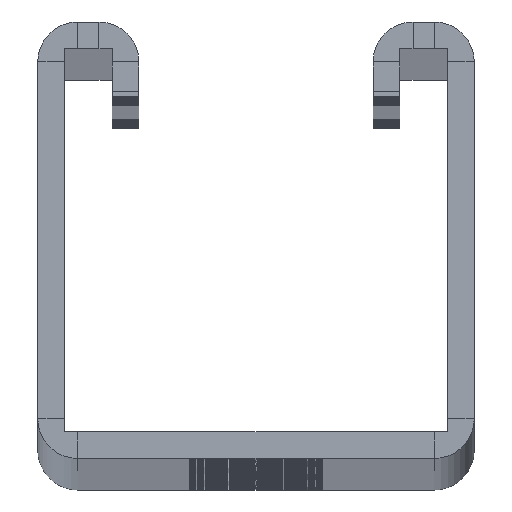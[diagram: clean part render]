
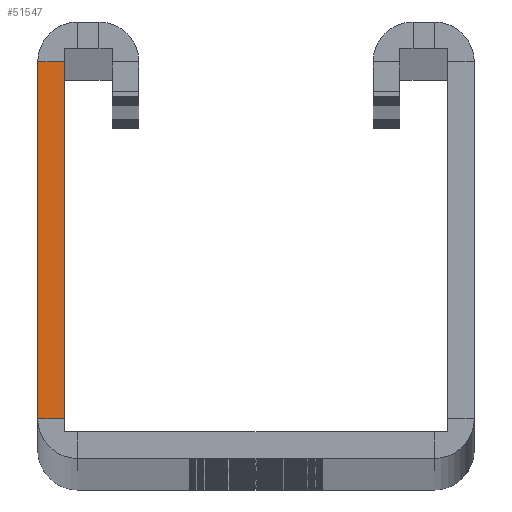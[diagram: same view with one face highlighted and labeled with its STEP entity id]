
A CAD part, top view. The second image highlights one B-rep face of the part: STEP entity #51547.
In plain terms, the highlighted planar face has unit normal (0, 0, 1).
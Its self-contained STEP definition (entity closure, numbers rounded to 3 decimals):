
#1827 = DIRECTION ( 'NONE',  ( 0., 0., 1. ) ) ;
#1872 = DIRECTION ( 'NONE',  ( -1., 0., 0. ) ) ;
#2191 = CARTESIAN_POINT ( 'NONE',  ( -20.5, 0., 0. ) ) ;
#6589 = VECTOR ( 'NONE', #54106, 1000. ) ;
#10706 = LINE ( 'NONE', #2191, #6589 ) ;
#12643 = VERTEX_POINT ( 'NONE', #62669 ) ;
#18125 = CARTESIAN_POINT ( 'NONE',  ( -20.5, 37.25, 0. ) ) ;
#22945 = AXIS2_PLACEMENT_3D ( 'NONE', #59473, #1827, #33207 ) ;
#24110 = CARTESIAN_POINT ( 'NONE',  ( -20.5, 3.75, 0. ) ) ;
#24300 = CARTESIAN_POINT ( 'NONE',  ( -20.5, 3.75, 0. ) ) ;
#25950 = LINE ( 'NONE', #37859, #41695 ) ;
#27739 = CARTESIAN_POINT ( 'NONE',  ( -18., 0., 0. ) ) ;
#27851 = EDGE_LOOP ( 'NONE', ( #34134, #30753, #37396, #42685 ) ) ;
#28113 = VERTEX_POINT ( 'NONE', #24110 ) ;
#29921 = FACE_OUTER_BOUND ( 'NONE', #27851, .T. ) ;
#29992 = EDGE_CURVE ( 'NONE', #12643, #49560, #40156, .T. ) ;
#30753 = ORIENTED_EDGE ( 'NONE', *, *, #67703, .T. ) ;
#32380 = VECTOR ( 'NONE', #50423, 1000. ) ;
#33207 = DIRECTION ( 'NONE',  ( 1., 0., 0. ) ) ;
#33875 = PLANE ( 'NONE',  #22945 ) ;
#34134 = ORIENTED_EDGE ( 'NONE', *, *, #61032, .F. ) ;
#36271 = CARTESIAN_POINT ( 'NONE',  ( -18., 37.25, 0. ) ) ;
#37396 = ORIENTED_EDGE ( 'NONE', *, *, #29992, .T. ) ;
#37859 = CARTESIAN_POINT ( 'NONE',  ( -18., 37.25, 0. ) ) ;
#38149 = LINE ( 'NONE', #24300, #32380 ) ;
#40156 = LINE ( 'NONE', #27739, #61567 ) ;
#41695 = VECTOR ( 'NONE', #1872, 1000. ) ;
#42685 = ORIENTED_EDGE ( 'NONE', *, *, #48005, .T. ) ;
#48005 = EDGE_CURVE ( 'NONE', #49560, #57486, #25950, .T. ) ;
#49560 = VERTEX_POINT ( 'NONE', #36271 ) ;
#50423 = DIRECTION ( 'NONE',  ( 1., 0., 0. ) ) ;
#51547 = ADVANCED_FACE ( 'NONE', ( #29921 ), #33875, .T. ) ;
#54106 = DIRECTION ( 'NONE',  ( 0., 1., 0. ) ) ;
#57486 = VERTEX_POINT ( 'NONE', #18125 ) ;
#59473 = CARTESIAN_POINT ( 'NONE',  ( -16.75, 2.5, 0. ) ) ;
#61032 = EDGE_CURVE ( 'NONE', #28113, #57486, #10706, .T. ) ;
#61567 = VECTOR ( 'NONE', #64678, 1000. ) ;
#62669 = CARTESIAN_POINT ( 'NONE',  ( -18., 3.75, 0. ) ) ;
#64678 = DIRECTION ( 'NONE',  ( 0., 1., 0. ) ) ;
#67703 = EDGE_CURVE ( 'NONE', #28113, #12643, #38149, .T. ) ;
